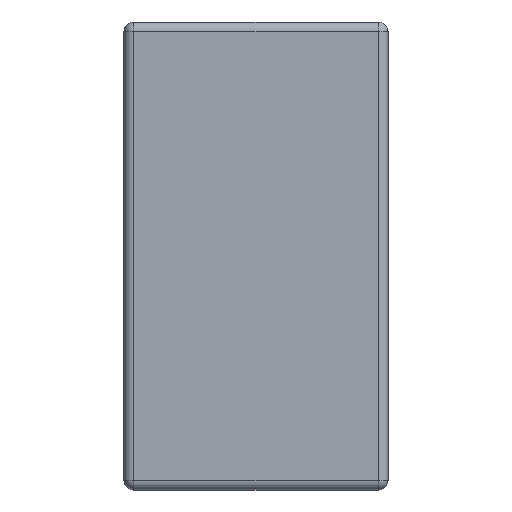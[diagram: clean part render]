
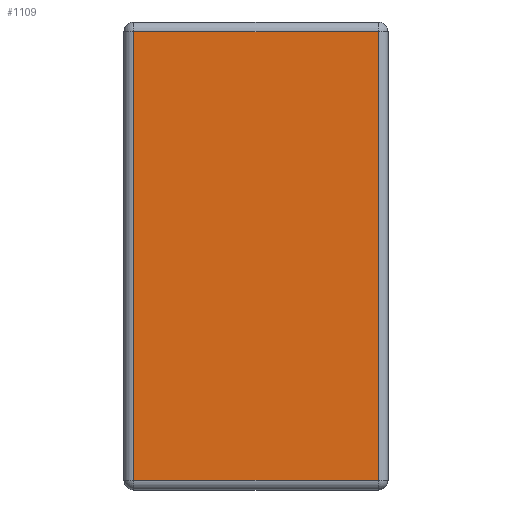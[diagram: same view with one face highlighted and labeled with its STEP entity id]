
A CAD part, left-side view. The second image highlights one B-rep face of the part: STEP entity #1109.
In plain terms, the highlighted planar face has unit normal (-1, 0, 0).
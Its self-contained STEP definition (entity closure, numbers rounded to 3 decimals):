
#6 = ORIENTED_EDGE ( 'NONE', *, *, #93, .T. ) ;
#93 = EDGE_CURVE ( 'NONE', #1896, #1451, #716, .T. ) ;
#114 = EDGE_LOOP ( 'NONE', ( #6, #2655, #1686, #3207 ) ) ;
#153 = LINE ( 'NONE', #4502, #598 ) ;
#213 = CARTESIAN_POINT ( 'NONE',  ( 0., 1.059, -0.041 ) ) ;
#244 = DIRECTION ( 'NONE',  ( 0., 1., 0. ) ) ;
#397 = CARTESIAN_POINT ( 'NONE',  ( 0., 0., 0. ) ) ;
#422 = LINE ( 'NONE', #1297, #3441 ) ;
#433 = CARTESIAN_POINT ( 'NONE',  ( 0., 0.041, -1.909 ) ) ;
#493 = AXIS2_PLACEMENT_3D ( 'NONE', #397, #2903, #751 ) ;
#528 = DIRECTION ( 'NONE',  ( 0., 0., 1. ) ) ;
#567 = VECTOR ( 'NONE', #528, 1000. ) ;
#598 = VECTOR ( 'NONE', #881, 1000. ) ;
#715 = EDGE_CURVE ( 'NONE', #3409, #1896, #153, .T. ) ;
#716 = LINE ( 'NONE', #2712, #4097 ) ;
#751 = DIRECTION ( 'NONE',  ( 0., 0., 1. ) ) ;
#881 = DIRECTION ( 'NONE',  ( 0., 0., -1. ) ) ;
#1109 = ADVANCED_FACE ( 'NONE', ( #2848 ), #2609, .T. ) ;
#1297 = CARTESIAN_POINT ( 'NONE',  ( 0., 1.1, -0.041 ) ) ;
#1451 = VERTEX_POINT ( 'NONE', #433 ) ;
#1686 = ORIENTED_EDGE ( 'NONE', *, *, #3473, .T. ) ;
#1896 = VERTEX_POINT ( 'NONE', #4656 ) ;
#2609 = PLANE ( 'NONE',  #493 ) ;
#2655 = ORIENTED_EDGE ( 'NONE', *, *, #4248, .T. ) ;
#2712 = CARTESIAN_POINT ( 'NONE',  ( 0., 0., -1.909 ) ) ;
#2848 = FACE_OUTER_BOUND ( 'NONE', #114, .T. ) ;
#2903 = DIRECTION ( 'NONE',  ( -1., 0., 0. ) ) ;
#3207 = ORIENTED_EDGE ( 'NONE', *, *, #715, .T. ) ;
#3379 = DIRECTION ( 'NONE',  ( 0., -1., 0. ) ) ;
#3409 = VERTEX_POINT ( 'NONE', #213 ) ;
#3441 = VECTOR ( 'NONE', #244, 1000. ) ;
#3473 = EDGE_CURVE ( 'NONE', #3996, #3409, #422, .T. ) ;
#3996 = VERTEX_POINT ( 'NONE', #4172 ) ;
#4097 = VECTOR ( 'NONE', #3379, 1000. ) ;
#4107 = CARTESIAN_POINT ( 'NONE',  ( 0., 0.041, 0. ) ) ;
#4172 = CARTESIAN_POINT ( 'NONE',  ( 0., 0.041, -0.041 ) ) ;
#4248 = EDGE_CURVE ( 'NONE', #1451, #3996, #4511, .T. ) ;
#4502 = CARTESIAN_POINT ( 'NONE',  ( 0., 1.059, -1.95 ) ) ;
#4511 = LINE ( 'NONE', #4107, #567 ) ;
#4656 = CARTESIAN_POINT ( 'NONE',  ( 0., 1.059, -1.909 ) ) ;
